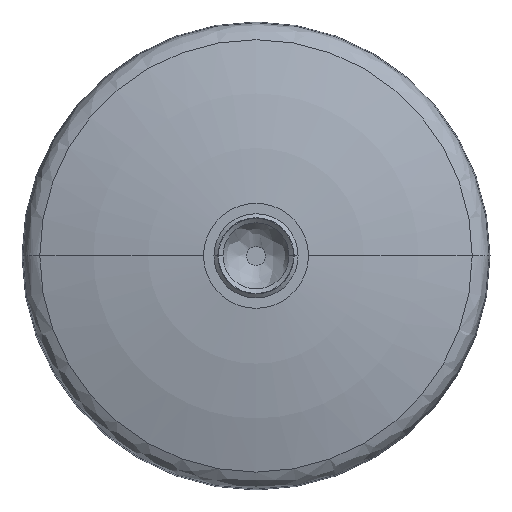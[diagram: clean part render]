
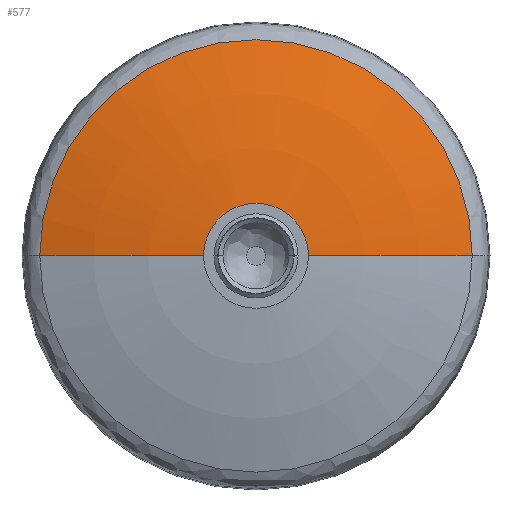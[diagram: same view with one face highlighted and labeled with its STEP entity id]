
A CAD part, top view. The second image highlights one B-rep face of the part: STEP entity #577.
In plain terms, the highlighted toroidal (fillet/blend) face has major radius 1.339 mm and minor radius 150 mm.
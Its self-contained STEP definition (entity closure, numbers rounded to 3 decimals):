
#44 = ORIENTED_EDGE ( 'NONE', *, *, #739, .T. ) ;
#54 = CIRCLE ( 'NONE', #243, 150. ) ;
#79 = EDGE_LOOP ( 'NONE', ( #44, #634, #276, #525 ) ) ;
#153 = CARTESIAN_POINT ( 'NONE',  ( -11.1, 0., 20. ) ) ;
#167 = AXIS2_PLACEMENT_3D ( 'NONE', #799, #329, #410 ) ;
#197 = DIRECTION ( 'NONE',  ( 0., 0., 1. ) ) ;
#243 = AXIS2_PLACEMENT_3D ( 'NONE', #282, #759, #359 ) ;
#276 = ORIENTED_EDGE ( 'NONE', *, *, #557, .T. ) ;
#282 = CARTESIAN_POINT ( 'NONE',  ( 1.34, 0., -129.682 ) ) ;
#308 = CIRCLE ( 'NONE', #338, 45.739 ) ;
#313 = AXIS2_PLACEMENT_3D ( 'NONE', #652, #451, #588 ) ;
#318 = CIRCLE ( 'NONE', #549, 150. ) ;
#329 = DIRECTION ( 'NONE',  ( 0., 0., 1. ) ) ;
#338 = AXIS2_PLACEMENT_3D ( 'NONE', #495, #766, #698 ) ;
#359 = DIRECTION ( 'NONE',  ( 0., 0., -1. ) ) ;
#404 = DIRECTION ( 'NONE',  ( 0., 1., 0. ) ) ;
#410 = DIRECTION ( 'NONE',  ( 1., 0., 0. ) ) ;
#451 = DIRECTION ( 'NONE',  ( 0., 0., -1. ) ) ;
#493 = VERTEX_POINT ( 'NONE', #709 ) ;
#495 = CARTESIAN_POINT ( 'NONE',  ( 0., 0., 13.596 ) ) ;
#525 = ORIENTED_EDGE ( 'NONE', *, *, #775, .F. ) ;
#549 = AXIS2_PLACEMENT_3D ( 'NONE', #595, #404, #197 ) ;
#557 = EDGE_CURVE ( 'NONE', #809, #493, #772, .T. ) ;
#577 = ADVANCED_FACE ( 'NONE', ( #591 ), #827, .T. ) ;
#588 = DIRECTION ( 'NONE',  ( 1., 0., 0. ) ) ;
#591 = FACE_OUTER_BOUND ( 'NONE', #79, .T. ) ;
#595 = CARTESIAN_POINT ( 'NONE',  ( -1.34, 0., -129.682 ) ) ;
#596 = EDGE_CURVE ( 'NONE', #785, #809, #318, .T. ) ;
#634 = ORIENTED_EDGE ( 'NONE', *, *, #596, .T. ) ;
#652 = CARTESIAN_POINT ( 'NONE',  ( 0., 0., 20. ) ) ;
#698 = DIRECTION ( 'NONE',  ( 1., 0., 0. ) ) ;
#701 = CARTESIAN_POINT ( 'NONE',  ( 45.739, 0., 13.596 ) ) ;
#709 = CARTESIAN_POINT ( 'NONE',  ( 11.1, 0., 20. ) ) ;
#739 = EDGE_CURVE ( 'NONE', #798, #785, #308, .T. ) ;
#759 = DIRECTION ( 'NONE',  ( 0., -1., 0. ) ) ;
#766 = DIRECTION ( 'NONE',  ( 0., 0., 1. ) ) ;
#769 = CARTESIAN_POINT ( 'NONE',  ( -45.739, 0., 13.596 ) ) ;
#772 = CIRCLE ( 'NONE', #313, 11.1 ) ;
#775 = EDGE_CURVE ( 'NONE', #798, #493, #54, .T. ) ;
#785 = VERTEX_POINT ( 'NONE', #769 ) ;
#798 = VERTEX_POINT ( 'NONE', #701 ) ;
#799 = CARTESIAN_POINT ( 'NONE',  ( 0., 0., -129.682 ) ) ;
#809 = VERTEX_POINT ( 'NONE', #153 ) ;
#827 = TOROIDAL_SURFACE ( 'NONE', #167, 1.34, 150. ) ;
